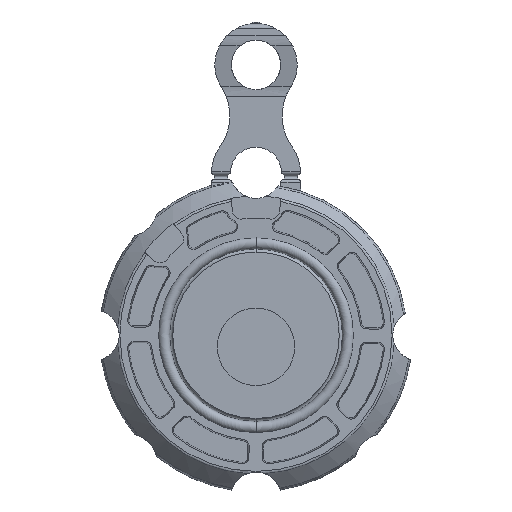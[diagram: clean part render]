
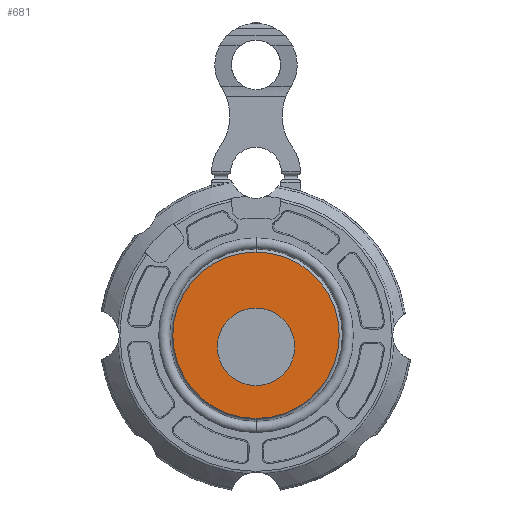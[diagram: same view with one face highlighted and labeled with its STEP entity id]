
A CAD part, left-side view. The second image highlights one B-rep face of the part: STEP entity #681.
In plain terms, the highlighted planar face has unit normal (-1, 0, 0).
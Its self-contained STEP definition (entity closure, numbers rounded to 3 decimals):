
#681=ADVANCED_FACE('',(#1760,#1761),#1762,.T.);
#1760=FACE_BOUND('',#3256,.T.);
#1761=FACE_OUTER_BOUND('',#3257,.T.);
#1762=PLANE('',#3258);
#3256=EDGE_LOOP('',(#5240,#5241));
#3257=EDGE_LOOP('',(#5242,#5243));
#3258=AXIS2_PLACEMENT_3D('',#5244,#5245,#5246);
#5240=ORIENTED_EDGE('',*,*,#9603,.T.);
#5241=ORIENTED_EDGE('',*,*,#9622,.T.);
#5242=ORIENTED_EDGE('',*,*,#9598,.T.);
#5243=ORIENTED_EDGE('',*,*,#9632,.T.);
#5244=CARTESIAN_POINT('',(-8.0,-20.994,0.0));
#5245=DIRECTION('',(-1.0,0.0,0.0));
#5246=DIRECTION('',(0.0,1.0,0.0));
#9598=EDGE_CURVE('',#11711,#11714,#11716,.T.);
#9603=EDGE_CURVE('',#11719,#11723,#11725,.T.);
#9622=EDGE_CURVE('',#11723,#11719,#11750,.T.);
#9632=EDGE_CURVE('',#11714,#11711,#11767,.T.);
#11711=VERTEX_POINT('',#15509);
#11714=VERTEX_POINT('',#15513);
#11716=CIRCLE('',#15516,25.25);
#11719=VERTEX_POINT('',#15519);
#11723=VERTEX_POINT('',#15524);
#11725=CIRCLE('',#15527,11.75);
#11750=CIRCLE('',#15556,11.75);
#11767=CIRCLE('',#15580,25.25);
#15509=CARTESIAN_POINT('',(-8.0,0.0,-25.25));
#15513=CARTESIAN_POINT('',(-8.0,0.,25.25));
#15516=AXIS2_PLACEMENT_3D('',#21064,#21065,#21066);
#15519=CARTESIAN_POINT('',(-8.0,0.0,-15.25));
#15524=CARTESIAN_POINT('',(-8.0,0.,8.25));
#15527=AXIS2_PLACEMENT_3D('',#21072,#21073,#21074);
#15556=AXIS2_PLACEMENT_3D('',#21100,#21101,#21102);
#15580=AXIS2_PLACEMENT_3D('',#21110,#21111,#21112);
#21064=CARTESIAN_POINT('',(-8.0,0.0,0.0));
#21065=DIRECTION('',(-1.0,0.0,0.0));
#21066=DIRECTION('',(0.0,0.0,-1.0));
#21072=CARTESIAN_POINT('',(-8.0,0.0,-3.5));
#21073=DIRECTION('',(1.0,-0.0,0.0));
#21074=DIRECTION('',(0.0,0.0,-1.0));
#21100=CARTESIAN_POINT('',(-8.0,0.0,-3.5));
#21101=DIRECTION('',(1.0,-0.0,0.0));
#21102=DIRECTION('',(0.0,0.0,-1.0));
#21110=CARTESIAN_POINT('',(-8.0,0.0,0.0));
#21111=DIRECTION('',(-1.0,0.0,0.0));
#21112=DIRECTION('',(0.0,0.0,-1.0));
